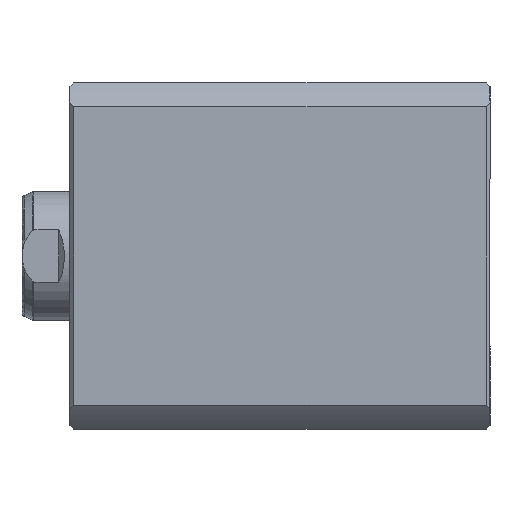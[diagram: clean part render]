
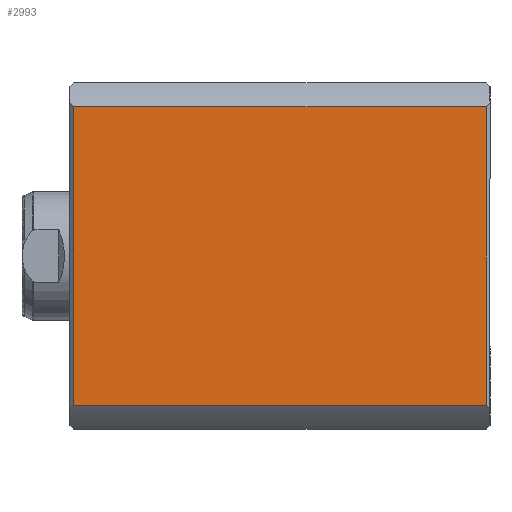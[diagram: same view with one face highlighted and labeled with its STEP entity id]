
A CAD part, left-side view. The second image highlights one B-rep face of the part: STEP entity #2993.
In plain terms, the highlighted planar face has unit normal (-1, 0, 0).
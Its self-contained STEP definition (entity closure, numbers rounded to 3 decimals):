
#154 = CARTESIAN_POINT ( 'NONE',  ( -47., 40.435, 1. ) ) ;
#435 = VECTOR ( 'NONE', #6639, 1000. ) ;
#875 = CARTESIAN_POINT ( 'NONE',  ( -47., 47., 114. ) ) ;
#1158 = DIRECTION ( 'NONE',  ( 0., 1., 0. ) ) ;
#1894 = EDGE_CURVE ( 'NONE', #11529, #10432, #2368, .T. ) ;
#2368 = LINE ( 'NONE', #5085, #7256 ) ;
#2746 = DIRECTION ( 'NONE',  ( 0., -1., 0. ) ) ;
#2993 = ADVANCED_FACE ( 'NONE', ( #5281 ), #3824, .F. ) ;
#3420 = CARTESIAN_POINT ( 'NONE',  ( -47., -40.435, 300. ) ) ;
#3715 = VERTEX_POINT ( 'NONE', #10887 ) ;
#3824 = PLANE ( 'NONE',  #10556 ) ;
#4370 = CARTESIAN_POINT ( 'NONE',  ( -47., -40.435, 1. ) ) ;
#4603 = ORIENTED_EDGE ( 'NONE', *, *, #5832, .F. ) ;
#4650 = CARTESIAN_POINT ( 'NONE',  ( -47., -40.435, 113. ) ) ;
#4811 = DIRECTION ( 'NONE',  ( 0., 1., 0. ) ) ;
#5085 = CARTESIAN_POINT ( 'NONE',  ( -47., 47., 1. ) ) ;
#5281 = FACE_OUTER_BOUND ( 'NONE', #7418, .T. ) ;
#5668 = CARTESIAN_POINT ( 'NONE',  ( -47., 40.435, 300. ) ) ;
#5832 = EDGE_CURVE ( 'NONE', #6496, #10432, #11011, .T. ) ;
#6195 = ORIENTED_EDGE ( 'NONE', *, *, #6922, .T. ) ;
#6479 = VECTOR ( 'NONE', #1158, 1000. ) ;
#6496 = VERTEX_POINT ( 'NONE', #4650 ) ;
#6639 = DIRECTION ( 'NONE',  ( 0., 0., 1. ) ) ;
#6922 = EDGE_CURVE ( 'NONE', #6496, #3715, #11087, .T. ) ;
#7001 = CARTESIAN_POINT ( 'NONE',  ( -47., 47., 113. ) ) ;
#7256 = VECTOR ( 'NONE', #2746, 1000. ) ;
#7418 = EDGE_LOOP ( 'NONE', ( #4603, #6195, #9323, #8438 ) ) ;
#8195 = DIRECTION ( 'NONE',  ( 0., 0., -1. ) ) ;
#8438 = ORIENTED_EDGE ( 'NONE', *, *, #1894, .T. ) ;
#9230 = EDGE_CURVE ( 'NONE', #11529, #3715, #11147, .T. ) ;
#9323 = ORIENTED_EDGE ( 'NONE', *, *, #9230, .F. ) ;
#10405 = VECTOR ( 'NONE', #8195, 1000. ) ;
#10432 = VERTEX_POINT ( 'NONE', #4370 ) ;
#10556 = AXIS2_PLACEMENT_3D ( 'NONE', #875, #10676, #4811 ) ;
#10676 = DIRECTION ( 'NONE',  ( 1., 0., 0. ) ) ;
#10887 = CARTESIAN_POINT ( 'NONE',  ( -47., 40.435, 113. ) ) ;
#11011 = LINE ( 'NONE', #3420, #10405 ) ;
#11087 = LINE ( 'NONE', #7001, #6479 ) ;
#11147 = LINE ( 'NONE', #5668, #435 ) ;
#11529 = VERTEX_POINT ( 'NONE', #154 ) ;
